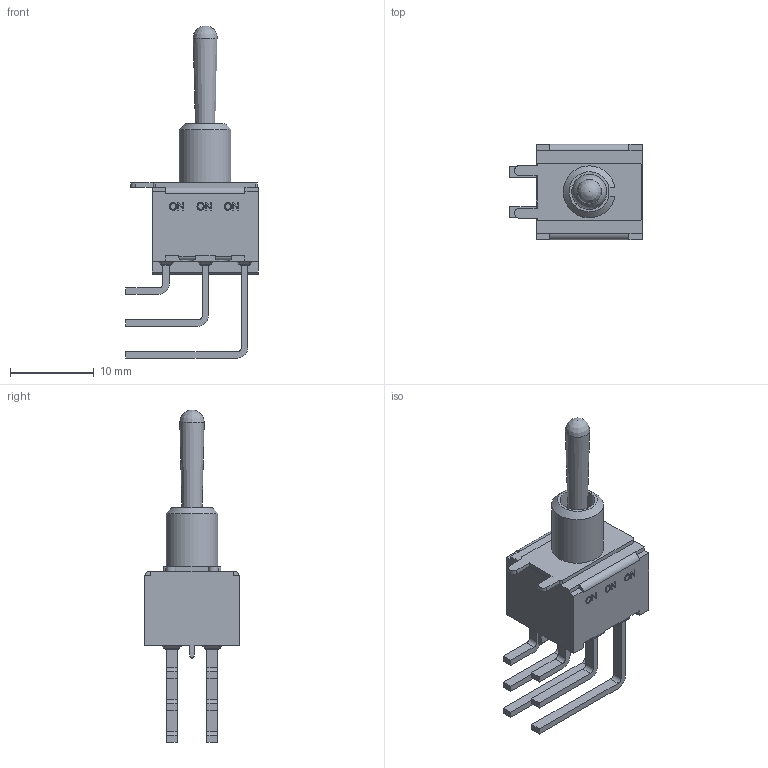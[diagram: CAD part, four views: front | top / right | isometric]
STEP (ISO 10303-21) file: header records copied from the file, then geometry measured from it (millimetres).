
FILE_DESCRIPTION((' '),'2;1');
FILE_NAME('100DPxT1B4M7xE.stp','2017-08-03T10:20:47',(' '),(' '),' ','ACIS',' ');
FILE_SCHEMA(('CONFIG_CONTROL_DESIGN'));
Length unit declared in the file: inch
Products named in the file (1): 100DPxT1B4M7xE.stp
Bounding box: 15.88 x 11.43 x 39.74 mm (x, y, z)
Volume: 1010.7 mm3; surface area: 2272.3 mm2
Topology: 1 solids, 3 shells, 424 faces, 1069 edges, 682 vertices
Faces by surface type: plane 291, cylinder 80, sphere 25, bspline 25, cone 3
Full cylindrical faces by diameter (mm): 1.65 x1, 4.2 x1
Entity records: 12753 total; most frequent: CARTESIAN_POINT 2574, ORIENTED_EDGE 2118, DIRECTION 1976, EDGE_CURVE 1059, VECTOR 838, LINE 838, VERTEX_POINT 678, AXIS2_PLACEMENT_3D 569
